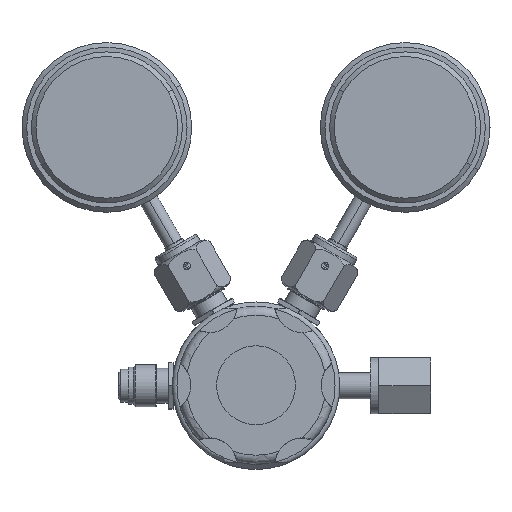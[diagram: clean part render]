
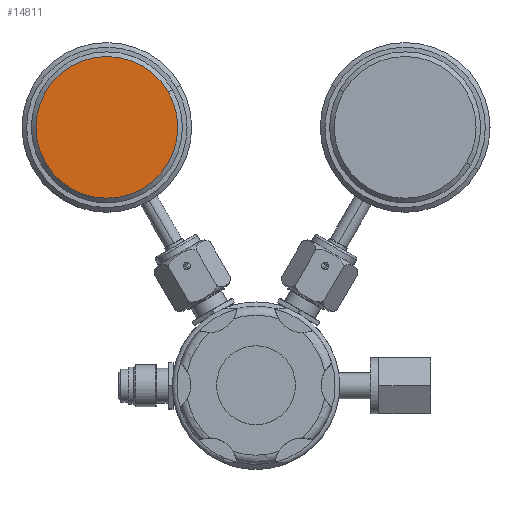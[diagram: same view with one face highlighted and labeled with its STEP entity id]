
A CAD part, top view. The second image highlights one B-rep face of the part: STEP entity #14811.
In plain terms, the highlighted face is planar.
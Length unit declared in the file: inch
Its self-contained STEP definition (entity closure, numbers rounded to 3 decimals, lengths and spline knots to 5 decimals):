
#13476=CARTESIAN_POINT('',(-0.61,0.,0.));
#13477=DIRECTION('',(-1.,0.,0.));
#13478=DIRECTION('',(0.,-1.,0.));
#13479=AXIS2_PLACEMENT_3D('',#13476,#13477,#13478);
#13481=CARTESIAN_POINT('',(-0.61,0.,0.));
#13482=DIRECTION('',(-1.,0.,0.));
#13483=DIRECTION('',(0.,1.,0.));
#13484=AXIS2_PLACEMENT_3D('',#13481,#13482,#13483);
#14399=CARTESIAN_POINT('',(-0.61,0.9525,0.));
#14401=VERTEX_POINT('',#14399);
#14402=CARTESIAN_POINT('',(-0.61,-0.9525,0.));
#14403=VERTEX_POINT('',#14402);
#14802=CARTESIAN_POINT('',(-0.61,0.47625,0.));
#14803=DIRECTION('',(-1.,0.,0.));
#14804=DIRECTION('',(0.,0.,1.));
#14805=AXIS2_PLACEMENT_3D('',#14802,#14803,#14804);
#14806=PLANE('',#14805);
#14807=ORIENTED_EDGE('',*,*,#14784,.F.);
#14808=ORIENTED_EDGE('',*,*,#14795,.F.);
#14809=EDGE_LOOP('',(#14807,#14808));
#14810=FACE_OUTER_BOUND('',#14809,.F.);
#14811=ADVANCED_FACE('',(#14810),#14806,.T.);
#13480=CIRCLE('',#13479,0.9525);
#13485=CIRCLE('',#13484,0.9525);
#14784=EDGE_CURVE('',#14403,#14401,#13480,.T.);
#14795=EDGE_CURVE('',#14401,#14403,#13485,.T.);
